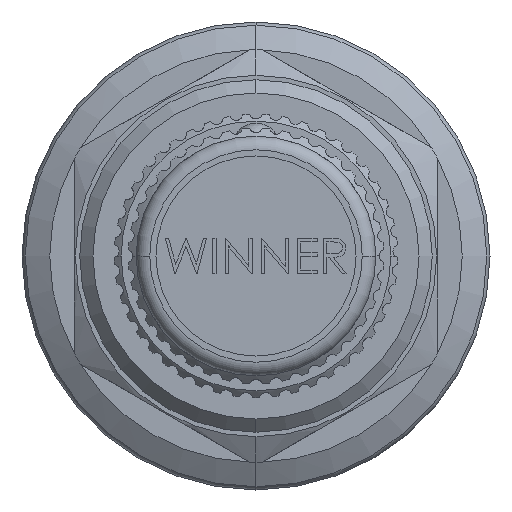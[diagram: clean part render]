
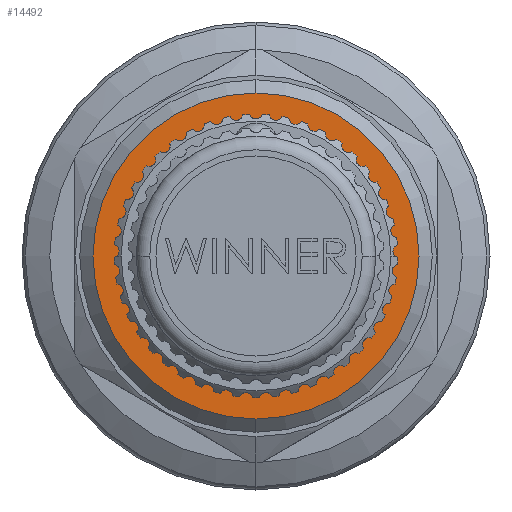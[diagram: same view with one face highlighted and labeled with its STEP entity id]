
A CAD part, left-side view. The second image highlights one B-rep face of the part: STEP entity #14492.
In plain terms, the highlighted planar face has unit normal (-1, 0, 0).
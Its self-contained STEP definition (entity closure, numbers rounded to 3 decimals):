
#543 = CARTESIAN_POINT ( 'NONE',  ( -44.5, 0., 0. ) ) ;
#729 = CARTESIAN_POINT ( 'NONE',  ( -44.5, 6.875, 0. ) ) ;
#4507 = ORIENTED_EDGE ( 'NONE', *, *, #10523, .T. ) ;
#4900 = CIRCLE ( 'NONE', #26720, 18.5 ) ;
#5289 = EDGE_CURVE ( 'NONE', #25702, #25188, #26907, .T. ) ;
#6355 = CIRCLE ( 'NONE', #12531, 6.875 ) ;
#6396 = EDGE_CURVE ( 'NONE', #25188, #25702, #4900, .T. ) ;
#6432 = PLANE ( 'NONE',  #22253 ) ;
#7082 = CARTESIAN_POINT ( 'NONE',  ( -44.5, 0., 0. ) ) ;
#7271 = DIRECTION ( 'NONE',  ( 0., -1., 0. ) ) ;
#7476 = DIRECTION ( 'NONE',  ( -1., 0., 0. ) ) ;
#8296 = CARTESIAN_POINT ( 'NONE',  ( -44.5, 0., 18.5 ) ) ;
#8522 = CARTESIAN_POINT ( 'NONE',  ( -44.5, 0., -18.5 ) ) ;
#8708 = AXIS2_PLACEMENT_3D ( 'NONE', #9981, #7476, #25332 ) ;
#9981 = CARTESIAN_POINT ( 'NONE',  ( -44.5, 0., 0. ) ) ;
#10523 = EDGE_CURVE ( 'NONE', #24622, #28513, #11386, .T. ) ;
#11386 = CIRCLE ( 'NONE', #14276, 6.875 ) ;
#11861 = ORIENTED_EDGE ( 'NONE', *, *, #5289, .T. ) ;
#12531 = AXIS2_PLACEMENT_3D ( 'NONE', #24675, #18027, #7271 ) ;
#13456 = ORIENTED_EDGE ( 'NONE', *, *, #17141, .T. ) ;
#14276 = AXIS2_PLACEMENT_3D ( 'NONE', #7082, #24862, #26846 ) ;
#14492 = ADVANCED_FACE ( 'NONE', ( #24658, #22268 ), #6432, .T. ) ;
#15800 = CARTESIAN_POINT ( 'NONE',  ( -44.5, -6.875, 0. ) ) ;
#15926 = DIRECTION ( 'NONE',  ( 0., 0., 1. ) ) ;
#15968 = CARTESIAN_POINT ( 'NONE',  ( -44.5, 0., 0. ) ) ;
#17115 = ORIENTED_EDGE ( 'NONE', *, *, #6396, .T. ) ;
#17141 = EDGE_CURVE ( 'NONE', #28513, #24622, #6355, .T. ) ;
#18027 = DIRECTION ( 'NONE',  ( 1., 0., 0. ) ) ;
#19111 = EDGE_LOOP ( 'NONE', ( #17115, #11861 ) ) ;
#22253 = AXIS2_PLACEMENT_3D ( 'NONE', #543, #28490, #15926 ) ;
#22268 = FACE_OUTER_BOUND ( 'NONE', #19111, .T. ) ;
#23269 = DIRECTION ( 'NONE',  ( -1., 0., 0. ) ) ;
#24622 = VERTEX_POINT ( 'NONE', #15800 ) ;
#24658 = FACE_BOUND ( 'NONE', #25994, .T. ) ;
#24675 = CARTESIAN_POINT ( 'NONE',  ( -44.5, 0., 0. ) ) ;
#24862 = DIRECTION ( 'NONE',  ( 1., 0., 0. ) ) ;
#25188 = VERTEX_POINT ( 'NONE', #8522 ) ;
#25332 = DIRECTION ( 'NONE',  ( 0., 0., 1. ) ) ;
#25702 = VERTEX_POINT ( 'NONE', #8296 ) ;
#25994 = EDGE_LOOP ( 'NONE', ( #13456, #4507 ) ) ;
#26720 = AXIS2_PLACEMENT_3D ( 'NONE', #15968, #23269, #27460 ) ;
#26846 = DIRECTION ( 'NONE',  ( 0., -1., 0. ) ) ;
#26907 = CIRCLE ( 'NONE', #8708, 18.5 ) ;
#27460 = DIRECTION ( 'NONE',  ( 0., 0., 1. ) ) ;
#28490 = DIRECTION ( 'NONE',  ( -1., 0., 0. ) ) ;
#28513 = VERTEX_POINT ( 'NONE', #729 ) ;
